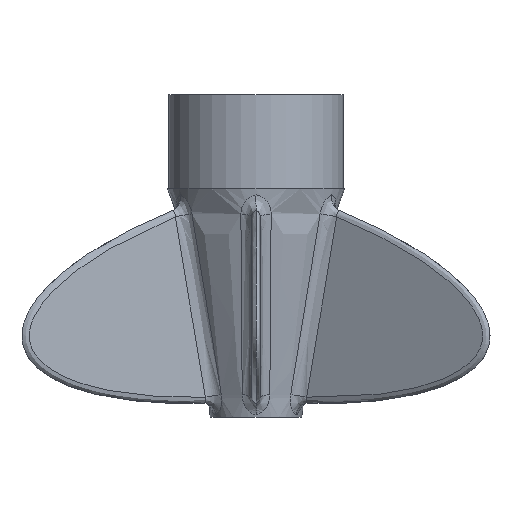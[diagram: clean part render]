
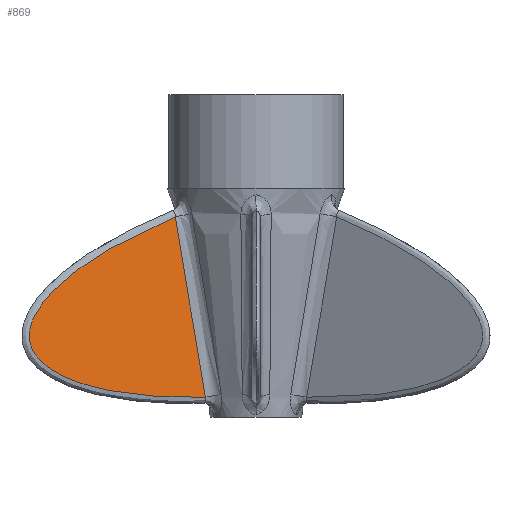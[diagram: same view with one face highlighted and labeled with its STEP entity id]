
A CAD part, left-side view. The second image highlights one B-rep face of the part: STEP entity #869.
In plain terms, the highlighted planar face has unit normal (-0.866, -0.5, 0).
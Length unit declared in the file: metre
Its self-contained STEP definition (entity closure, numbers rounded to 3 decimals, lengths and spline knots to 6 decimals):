
#98=B_SPLINE_CURVE_WITH_KNOTS('',3,(#1400,#1401,#1402,#1403,#1404,#1405,
#1406,#1407,#1408,#1409,#1410,#1411,#1412,#1413,#1414,#1415,#1416,#1417,
#1418,#1419,#1420,#1421,#1422,#1423,#1424,#1425,#1426,#1427),
 .UNSPECIFIED.,.F.,.F.,(4,1,1,1,1,1,1,1,1,1,1,1,1,1,1,1,1,1,1,1,1,1,1,1,
1,4),(0.004497,0.01473,0.024963,0.035196,
0.045429,0.055662,0.060778,0.065895,
0.071011,0.076128,0.081244,0.083803,
0.086361,0.088919,0.091477,0.094036,
0.096594,0.10171,0.106827,0.111943,
0.11706,0.127293,0.137526,0.147759,
0.157992,0.168225),.UNSPECIFIED.);
#99=B_SPLINE_CURVE_WITH_KNOTS('',3,(#1430,#1431,#1432,#1433),
 .UNSPECIFIED.,.F.,.F.,(4,4),(0.,0.068336),
 .UNSPECIFIED.);
#169=PLANE('',#958);
#234=ORIENTED_EDGE('',*,*,#494,.T.);
#235=ORIENTED_EDGE('',*,*,#495,.T.);
#494=EDGE_CURVE('',#628,#629,#98,.T.);
#495=EDGE_CURVE('',#629,#628,#99,.T.);
#628=VERTEX_POINT('',#1428);
#629=VERTEX_POINT('',#1429);
#717=EDGE_LOOP('',(#234,#235));
#799=FACE_BOUND('',#717,.T.);
#869=ADVANCED_FACE('',(#799),#169,.F.);
#958=AXIS2_PLACEMENT_3D('',#1399,#1029,#1030);
#1029=DIRECTION('',(0.866,0.5,0.));
#1030=DIRECTION('',(-0.5,0.866,0.));
#1399=CARTESIAN_POINT('',(-0.027622,0.044843,-0.0425));
#1400=CARTESIAN_POINT('',(-0.019068,0.030027,-0.010411));
#1401=CARTESIAN_POINT('',(-0.020677,0.032814,-0.011561));
#1402=CARTESIAN_POINT('',(-0.023873,0.038349,-0.013964));
#1403=CARTESIAN_POINT('',(-0.028592,0.046523,-0.017918));
#1404=CARTESIAN_POINT('',(-0.033223,0.054544,-0.022282));
#1405=CARTESIAN_POINT('',(-0.037748,0.062382,-0.027171));
#1406=CARTESIAN_POINT('',(-0.041337,0.068597,-0.031742));
#1407=CARTESIAN_POINT('',(-0.044053,0.073302,-0.035839));
#1408=CARTESIAN_POINT('',(-0.04599,0.076657,-0.039196));
#1409=CARTESIAN_POINT('',(-0.047788,0.079771,-0.042946));
#1410=CARTESIAN_POINT('',(-0.049308,0.082403,-0.047108));
#1411=CARTESIAN_POINT('',(-0.050197,0.083943,-0.051099));
#1412=CARTESIAN_POINT('',(-0.05043,0.084347,-0.05456));
#1413=CARTESIAN_POINT('',(-0.050287,0.0841,-0.057161));
#1414=CARTESIAN_POINT('',(-0.049811,0.083275,-0.059621));
#1415=CARTESIAN_POINT('',(-0.049087,0.082021,-0.061777));
#1416=CARTESIAN_POINT('',(-0.048184,0.080456,-0.063678));
#1417=CARTESIAN_POINT('',(-0.046854,0.078154,-0.065844));
#1418=CARTESIAN_POINT('',(-0.044998,0.074939,-0.068076));
#1419=CARTESIAN_POINT('',(-0.042631,0.070838,-0.070184));
#1420=CARTESIAN_POINT('',(-0.040177,0.066589,-0.07188));
#1421=CARTESIAN_POINT('',(-0.036895,0.060904,-0.073686));
#1422=CARTESIAN_POINT('',(-0.032754,0.053732,-0.075311));
#1423=CARTESIAN_POINT('',(-0.027751,0.045066,-0.076574));
#1424=CARTESIAN_POINT('',(-0.02272,0.036352,-0.077311));
#1425=CARTESIAN_POINT('',(-0.017666,0.027598,-0.077619));
#1426=CARTESIAN_POINT('',(-0.014284,0.02174,-0.077581));
#1427=CARTESIAN_POINT('',(-0.01259,0.018806,-0.077507));
#1428=CARTESIAN_POINT('',(-0.019068,0.030027,-0.010411));
#1429=CARTESIAN_POINT('',(-0.01259,0.018806,-0.077507));
#1430=CARTESIAN_POINT('',(-0.01259,0.018806,-0.077507));
#1431=CARTESIAN_POINT('',(-0.014779,0.022598,-0.055153));
#1432=CARTESIAN_POINT('',(-0.016928,0.02632,-0.032784));
#1433=CARTESIAN_POINT('',(-0.019068,0.030027,-0.010411));
